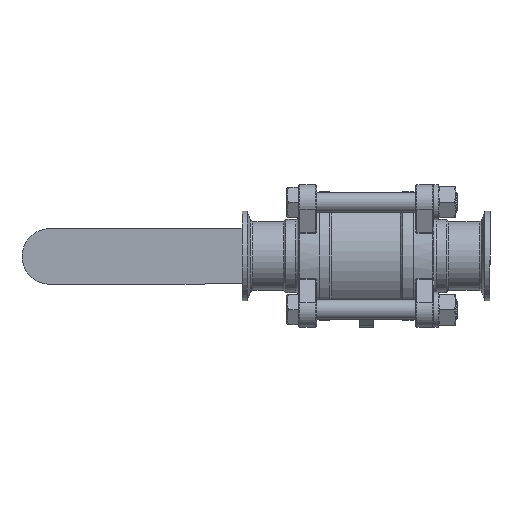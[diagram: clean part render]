
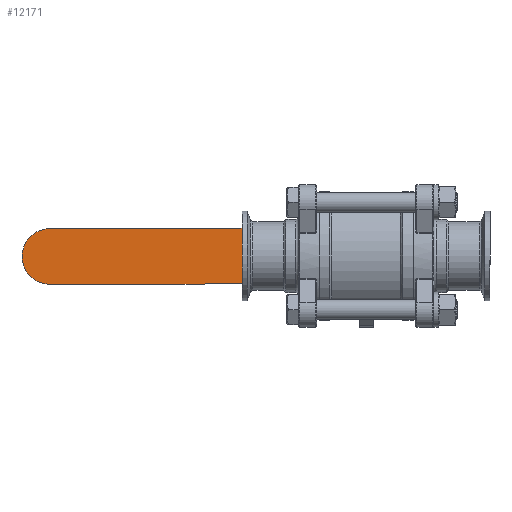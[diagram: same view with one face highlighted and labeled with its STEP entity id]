
A CAD part, front view. The second image highlights one B-rep face of the part: STEP entity #12171.
In plain terms, the highlighted planar face has unit normal (0, -1, 0).
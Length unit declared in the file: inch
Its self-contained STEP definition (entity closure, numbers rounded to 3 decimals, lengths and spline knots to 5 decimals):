
#379=CIRCLE('',#12827,0.6175);
#1886=FACE_OUTER_BOUND('',#2679,.T.);
#2679=EDGE_LOOP('',(#10435,#10436,#10437,#10438));
#3759=LINE('',#21663,#4757);
#3760=LINE('',#21666,#4758);
#3764=LINE('',#21672,#4762);
#4757=VECTOR('',#14940,4.8535);
#4758=VECTOR('',#14943,1.235);
#4762=VECTOR('',#14949,4.8535);
#5813=VERTEX_POINT('',#21655);
#5814=VERTEX_POINT('',#21657);
#5815=VERTEX_POINT('',#21661);
#5816=VERTEX_POINT('',#21665);
#7395=EDGE_CURVE('',#5813,#5814,#379,.T.);
#7398=EDGE_CURVE('',#5815,#5813,#3759,.T.);
#7399=EDGE_CURVE('',#5816,#5815,#3760,.T.);
#7403=EDGE_CURVE('',#5814,#5816,#3764,.T.);
#10435=ORIENTED_EDGE('',*,*,#7395,.F.);
#10436=ORIENTED_EDGE('',*,*,#7398,.F.);
#10437=ORIENTED_EDGE('',*,*,#7399,.F.);
#10438=ORIENTED_EDGE('',*,*,#7403,.F.);
#11594=PLANE('',#12831);
#12171=ADVANCED_FACE('',(#1886),#11594,.T.);
#12827=AXIS2_PLACEMENT_3D('',#21658,#14934,#14935);
#12831=AXIS2_PLACEMENT_3D('',#21673,#14950,#14951);
#14934=DIRECTION('center_axis',(0.,1.,0.));
#14935=DIRECTION('ref_axis',(0.707,0.,-0.707));
#14940=DIRECTION('',(1.,0.,0.));
#14943=DIRECTION('',(0.,0.,1.));
#14949=DIRECTION('',(-1.,0.,0.));
#14950=DIRECTION('center_axis',(0.,-1.,0.));
#14951=DIRECTION('ref_axis',(1.,0.,0.));
#21655=CARTESIAN_POINT('',(8.1035,1.115,0.6175));
#21657=CARTESIAN_POINT('',(8.1035,1.115,-0.6175));
#21658=CARTESIAN_POINT('Origin',(8.1035,1.115,0.));
#21661=CARTESIAN_POINT('',(3.25,1.115,0.6175));
#21663=CARTESIAN_POINT('',(3.25,1.115,0.6175));
#21665=CARTESIAN_POINT('',(3.25,1.115,-0.6175));
#21666=CARTESIAN_POINT('',(3.25,1.115,0.));
#21672=CARTESIAN_POINT('',(3.25,1.115,-0.6175));
#21673=CARTESIAN_POINT('Origin',(3.25,1.115,0.));
